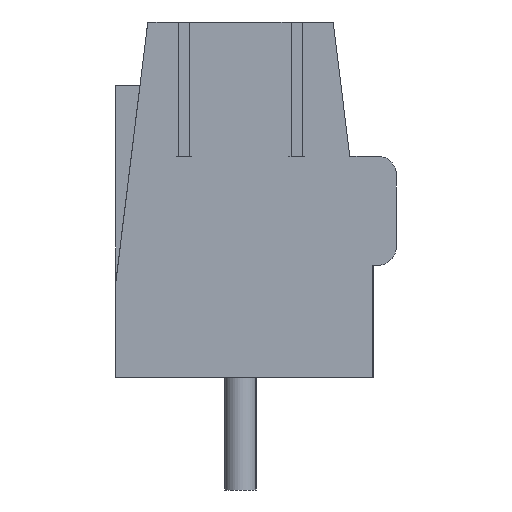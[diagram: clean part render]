
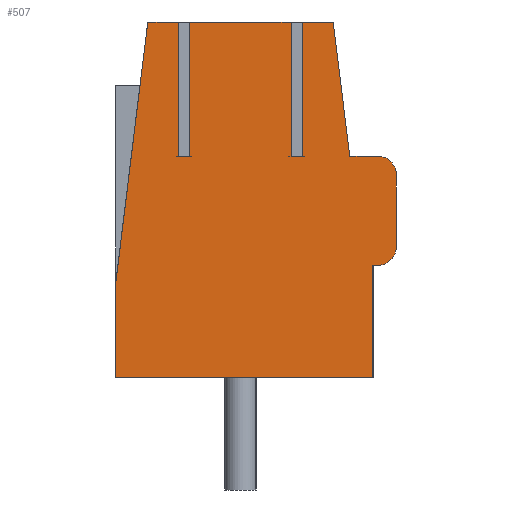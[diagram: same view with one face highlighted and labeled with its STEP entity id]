
A CAD part, left-side view. The second image highlights one B-rep face of the part: STEP entity #507.
In plain terms, the highlighted planar face has unit normal (-1, 0, 0).
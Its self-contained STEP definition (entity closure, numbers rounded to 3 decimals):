
#13=DIRECTION('',(0.,0.,1.));
#21=EDGE_CURVE('',#22,#24,#26,.T.);
#22=VERTEX_POINT('',#23);
#23=CARTESIAN_POINT('',(-2.5,-4.25,0.));
#24=VERTEX_POINT('',#25);
#25=CARTESIAN_POINT('',(-2.5,4.,0.));
#26=LINE('',#23,#27);
#27=VECTOR('',#28,1.);
#28=DIRECTION('',(0.,1.,0.));
#50=DIRECTION('',(0.,0.,-1.));
#58=DIRECTION('',(1.,0.,0.));
#66=DIRECTION('',(0.,-1.,0.));
#507=ADVANCED_FACE('',(#508),#616,.F.);
#508=FACE_BOUND('',#509,.F.);
#509=EDGE_LOOP('',(#510,#521,#527,#532,#533,#539,#546,#553,#558,#563,#568,#572,#577,#582,#587,#591,#598,#605,#612));
#510=ORIENTED_EDGE('',*,*,#511,.F.);
#511=EDGE_CURVE('',#512,#514,#516,.T.);
#512=VERTEX_POINT('',#513);
#513=CARTESIAN_POINT('',(-2.5,-4.4,3.6));
#514=VERTEX_POINT('',#515);
#515=CARTESIAN_POINT('',(-2.5,-5.,4.2));
#516=CIRCLE('',#517,0.6);
#517=AXIS2_PLACEMENT_3D('',#518,#519,#520);
#518=CARTESIAN_POINT('',(-2.5,-4.4,4.2));
#519=DIRECTION('',(-1.,0.,-0.));
#520=DIRECTION('',(-0.,0.,1.));
#521=ORIENTED_EDGE('',*,*,#522,.T.);
#522=EDGE_CURVE('',#512,#523,#525,.T.);
#523=VERTEX_POINT('',#524);
#524=CARTESIAN_POINT('',(-2.5,-4.25,3.6));
#525=LINE('',#526,#27);
#526=CARTESIAN_POINT('',(-2.5,-5.,3.6));
#527=ORIENTED_EDGE('',*,*,#528,.T.);
#528=EDGE_CURVE('',#523,#22,#529,.T.);
#529=LINE('',#530,#531);
#530=CARTESIAN_POINT('',(-2.5,-4.25,11.4));
#531=VECTOR('',#50,1.);
#532=ORIENTED_EDGE('',*,*,#21,.T.);
#533=ORIENTED_EDGE('',*,*,#534,.T.);
#534=EDGE_CURVE('',#24,#535,#537,.T.);
#535=VERTEX_POINT('',#536);
#536=CARTESIAN_POINT('',(-2.5,4.,3.));
#537=LINE('',#25,#538);
#538=VECTOR('',#13,1.);
#539=ORIENTED_EDGE('',*,*,#540,.F.);
#540=EDGE_CURVE('',#541,#535,#543,.T.);
#541=VERTEX_POINT('',#542);
#542=CARTESIAN_POINT('',(-2.5,2.97,11.4));
#543=LINE('',#542,#544);
#544=VECTOR('',#545,1.);
#545=DIRECTION('',(0.,0.122,-0.993));
#546=ORIENTED_EDGE('',*,*,#547,.T.);
#547=EDGE_CURVE('',#541,#548,#550,.T.);
#548=VERTEX_POINT('',#549);
#549=CARTESIAN_POINT('',(-2.5,1.978,11.4));
#550=LINE('',#551,#552);
#551=CARTESIAN_POINT('',(-2.5,4.,11.4));
#552=VECTOR('',#66,1.);
#553=ORIENTED_EDGE('',*,*,#554,.F.);
#554=EDGE_CURVE('',#555,#548,#557,.T.);
#555=VERTEX_POINT('',#556);
#556=CARTESIAN_POINT('',(-2.5,1.978,7.1));
#557=LINE('',#556,#538);
#558=ORIENTED_EDGE('',*,*,#559,.F.);
#559=EDGE_CURVE('',#560,#555,#562,.T.);
#560=VERTEX_POINT('',#561);
#561=CARTESIAN_POINT('',(-2.5,1.623,7.1));
#562=LINE('',#561,#27);
#563=ORIENTED_EDGE('',*,*,#564,.T.);
#564=EDGE_CURVE('',#560,#565,#567,.T.);
#565=VERTEX_POINT('',#566);
#566=CARTESIAN_POINT('',(-2.5,1.623,11.4));
#567=LINE('',#561,#538);
#568=ORIENTED_EDGE('',*,*,#569,.T.);
#569=EDGE_CURVE('',#565,#570,#550,.T.);
#570=VERTEX_POINT('',#571);
#571=CARTESIAN_POINT('',(-2.5,-1.623,11.4));
#572=ORIENTED_EDGE('',*,*,#573,.F.);
#573=EDGE_CURVE('',#574,#570,#576,.T.);
#574=VERTEX_POINT('',#575);
#575=CARTESIAN_POINT('',(-2.5,-1.623,7.1));
#576=LINE('',#575,#538);
#577=ORIENTED_EDGE('',*,*,#578,.F.);
#578=EDGE_CURVE('',#579,#574,#581,.T.);
#579=VERTEX_POINT('',#580);
#580=CARTESIAN_POINT('',(-2.5,-1.978,7.1));
#581=LINE('',#580,#27);
#582=ORIENTED_EDGE('',*,*,#583,.T.);
#583=EDGE_CURVE('',#579,#584,#586,.T.);
#584=VERTEX_POINT('',#585);
#585=CARTESIAN_POINT('',(-2.5,-1.978,11.4));
#586=LINE('',#580,#538);
#587=ORIENTED_EDGE('',*,*,#588,.T.);
#588=EDGE_CURVE('',#584,#589,#550,.T.);
#589=VERTEX_POINT('',#590);
#590=CARTESIAN_POINT('',(-2.5,-2.976,11.4));
#591=ORIENTED_EDGE('',*,*,#592,.T.);
#592=EDGE_CURVE('',#589,#593,#595,.T.);
#593=VERTEX_POINT('',#594);
#594=CARTESIAN_POINT('',(-2.5,-3.506,7.1));
#595=LINE('',#590,#596);
#596=VECTOR('',#597,1.);
#597=DIRECTION('',(0.,-0.122,-0.992));
#598=ORIENTED_EDGE('',*,*,#599,.F.);
#599=EDGE_CURVE('',#600,#593,#602,.T.);
#600=VERTEX_POINT('',#601);
#601=CARTESIAN_POINT('',(-2.5,-4.4,7.1));
#602=LINE('',#601,#603);
#603=VECTOR('',#604,1.);
#604=DIRECTION('',(0.,1.,0.));
#605=ORIENTED_EDGE('',*,*,#606,.T.);
#606=EDGE_CURVE('',#600,#607,#609,.T.);
#607=VERTEX_POINT('',#608);
#608=CARTESIAN_POINT('',(-2.5,-5.,6.5));
#609=CIRCLE('',#610,0.6);
#610=AXIS2_PLACEMENT_3D('',#611,#58,#520);
#611=CARTESIAN_POINT('',(-2.5,-4.4,6.5));
#612=ORIENTED_EDGE('',*,*,#613,.T.);
#613=EDGE_CURVE('',#607,#514,#614,.T.);
#614=LINE('',#615,#531);
#615=CARTESIAN_POINT('',(-2.5,-5.,7.1));
#616=PLANE('',#617);
#617=AXIS2_PLACEMENT_3D('',#618,#58,#520);
#618=CARTESIAN_POINT('',(-2.5,-0.125,5.7));
